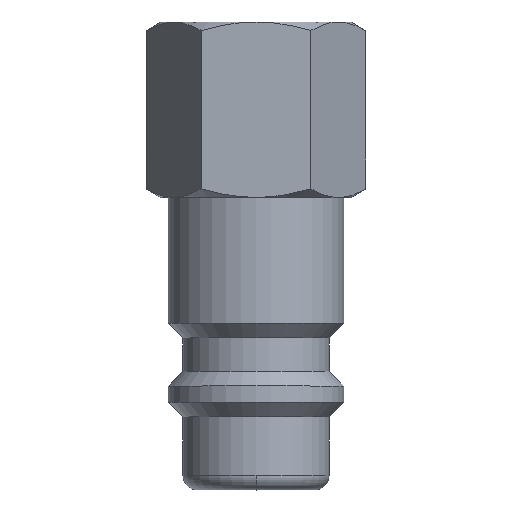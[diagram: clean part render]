
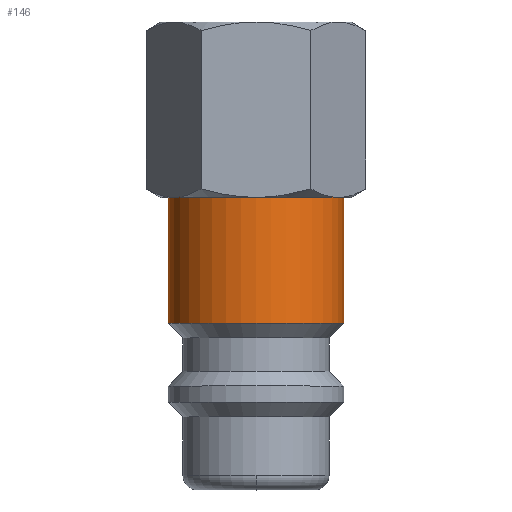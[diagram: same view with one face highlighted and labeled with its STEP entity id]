
A CAD part, top view. The second image highlights one B-rep face of the part: STEP entity #146.
In plain terms, the highlighted cylindrical face has radius 6 mm (diameter 12 mm), a partial arc.
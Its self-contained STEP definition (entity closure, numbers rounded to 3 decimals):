
#146=ADVANCED_FACE('',(#300),#301,.T.);
#300=FACE_OUTER_BOUND('',#455,.T.);
#301=CYLINDRICAL_SURFACE('',#456,6.0);
#455=EDGE_LOOP('',(#802,#803,#804,#805));
#456=AXIS2_PLACEMENT_3D('',#806,#807,#808);
#802=ORIENTED_EDGE('',*,*,#924,.T.);
#803=ORIENTED_EDGE('',*,*,#961,.T.);
#804=ORIENTED_EDGE('',*,*,#926,.T.);
#805=ORIENTED_EDGE('',*,*,#1022,.T.);
#806=CARTESIAN_POINT('',(0.0,16.2,0.0));
#807=DIRECTION('',(-0.0,1.0,0.0));
#808=DIRECTION('',(1.0,0.0,0.0));
#924=EDGE_CURVE('',#1103,#1104,#1105,.T.);
#926=EDGE_CURVE('',#1108,#1106,#1109,.T.);
#961=EDGE_CURVE('',#1104,#1108,#1160,.T.);
#1022=EDGE_CURVE('',#1106,#1103,#1232,.T.);
#1103=VERTEX_POINT('',#1371);
#1104=VERTEX_POINT('',#1372);
#1105=LINE('',#1373,#1374);
#1106=VERTEX_POINT('',#1375);
#1108=VERTEX_POINT('',#1377);
#1109=LINE('',#1378,#1379);
#1160=CIRCLE('',#1471,6.0);
#1232=CIRCLE('',#1722,6.0);
#1371=CARTESIAN_POINT('',(6.0,11.4,0.0));
#1372=CARTESIAN_POINT('',(6.0,20.0,0.));
#1373=CARTESIAN_POINT('',(6.0,16.2,0.));
#1374=VECTOR('',#1820,1.0);
#1375=CARTESIAN_POINT('',(-6.0,11.4,0.));
#1377=CARTESIAN_POINT('',(-6.0,20.0,0.));
#1378=CARTESIAN_POINT('',(-6.0,16.2,0.));
#1379=VECTOR('',#1824,1.0);
#1471=AXIS2_PLACEMENT_3D('',#1878,#1879,#1880);
#1722=AXIS2_PLACEMENT_3D('',#1922,#1923,#1924);
#1820=DIRECTION('',(0.0,1.0,0.0));
#1824=DIRECTION('',(-0.0,-1.0,-0.0));
#1878=CARTESIAN_POINT('',(0.0,20.0,0.0));
#1879=DIRECTION('',(0.0,-1.0,0.0));
#1880=DIRECTION('',(1.0,0.0,0.0));
#1922=CARTESIAN_POINT('',(0.0,11.4,0.0));
#1923=DIRECTION('',(-0.0,1.0,0.0));
#1924=DIRECTION('',(1.0,0.0,0.0));
